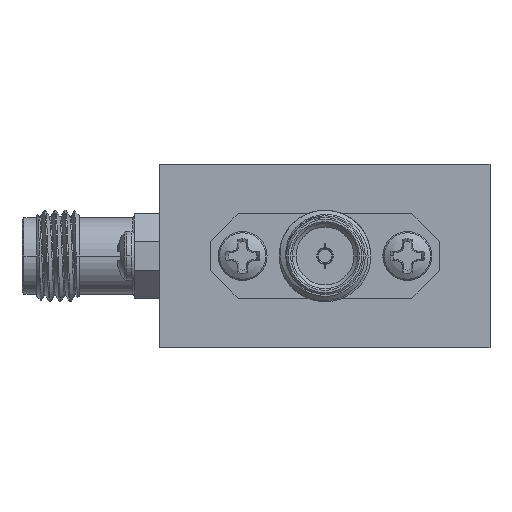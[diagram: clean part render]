
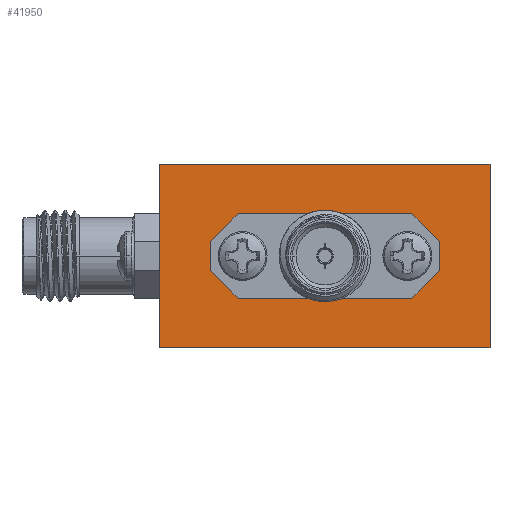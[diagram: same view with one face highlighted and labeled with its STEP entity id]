
A CAD part, left-side view. The second image highlights one B-rep face of the part: STEP entity #41950.
In plain terms, the highlighted planar face has unit normal (-1, 0, 0).
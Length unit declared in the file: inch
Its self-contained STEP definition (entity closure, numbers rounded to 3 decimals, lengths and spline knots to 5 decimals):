
#178 = CARTESIAN_POINT ( 'NONE',  ( -0.45079, -0.17625, 0.17625 ) ) ;
#267 = LINE ( 'NONE', #15946, #10340 ) ;
#355 = EDGE_LOOP ( 'NONE', ( #11517, #11475, #48226, #15451, #24762, #36019, #15717, #41898 ) ) ;
#463 = PLANE ( 'NONE',  #2220 ) ;
#2220 = AXIS2_PLACEMENT_3D ( 'NONE', #24888, #44171, #40574 ) ;
#2305 = CARTESIAN_POINT ( 'NONE',  ( -0.45079, 0.3125, 0.115 ) ) ;
#3059 = DIRECTION ( 'NONE',  ( 0., 0., -1. ) ) ;
#3208 = CARTESIAN_POINT ( 'NONE',  ( -0.45079, 0.17625, 0.17625 ) ) ;
#4321 = EDGE_CURVE ( 'NONE', #20762, #9809, #31661, .T. ) ;
#5040 = ORIENTED_EDGE ( 'NONE', *, *, #20261, .F. ) ;
#7067 = EDGE_CURVE ( 'NONE', #47037, #9809, #42073, .T. ) ;
#7838 = DIRECTION ( 'NONE',  ( 0., -0.707, 0.707 ) ) ;
#8006 = VECTOR ( 'NONE', #40059, 39.37008 ) ;
#8374 = VERTEX_POINT ( 'NONE', #9984 ) ;
#9357 = DIRECTION ( 'NONE',  ( 0., -0.707, -0.707 ) ) ;
#9431 = EDGE_CURVE ( 'NONE', #29364, #20937, #267, .T. ) ;
#9809 = VERTEX_POINT ( 'NONE', #49288 ) ;
#9941 = LINE ( 'NONE', #33101, #36757 ) ;
#9984 = CARTESIAN_POINT ( 'NONE',  ( -0.45079, -0.3125, -0.04 ) ) ;
#10340 = VECTOR ( 'NONE', #31643, 39.37008 ) ;
#11475 = ORIENTED_EDGE ( 'NONE', *, *, #15658, .T. ) ;
#11517 = ORIENTED_EDGE ( 'NONE', *, *, #4321, .F. ) ;
#12339 = VECTOR ( 'NONE', #9357, 39.37008 ) ;
#12677 = VECTOR ( 'NONE', #7838, 39.37008 ) ;
#12853 = CARTESIAN_POINT ( 'NONE',  ( -0.45079, 0.45079, 0.25 ) ) ;
#13039 = LINE ( 'NONE', #32087, #8006 ) ;
#14876 = CARTESIAN_POINT ( 'NONE',  ( -0.45079, -0.45079, 0.25 ) ) ;
#14912 = CARTESIAN_POINT ( 'NONE',  ( -0.45079, -0.3125, 0.04 ) ) ;
#15451 = ORIENTED_EDGE ( 'NONE', *, *, #42951, .T. ) ;
#15658 = EDGE_CURVE ( 'NONE', #20762, #15953, #27172, .T. ) ;
#15717 = ORIENTED_EDGE ( 'NONE', *, *, #29715, .F. ) ;
#15946 = CARTESIAN_POINT ( 'NONE',  ( -0.45079, 0.17625, -0.17625 ) ) ;
#15953 = VERTEX_POINT ( 'NONE', #14912 ) ;
#16065 = VERTEX_POINT ( 'NONE', #40341 ) ;
#16453 = DIRECTION ( 'NONE',  ( 0., 1., 0. ) ) ;
#16881 = CARTESIAN_POINT ( 'NONE',  ( -0.45079, -0.45079, 0.25 ) ) ;
#17942 = CARTESIAN_POINT ( 'NONE',  ( -0.45079, -0.45079, -0.25 ) ) ;
#18863 = VECTOR ( 'NONE', #38138, 39.37008 ) ;
#19898 = ORIENTED_EDGE ( 'NONE', *, *, #22996, .F. ) ;
#20261 = EDGE_CURVE ( 'NONE', #40506, #28175, #22618, .T. ) ;
#20596 = LINE ( 'NONE', #40148, #21864 ) ;
#20741 = DIRECTION ( 'NONE',  ( 0., 0., -1. ) ) ;
#20762 = VERTEX_POINT ( 'NONE', #48451 ) ;
#20937 = VERTEX_POINT ( 'NONE', #33687 ) ;
#21400 = VERTEX_POINT ( 'NONE', #17942 ) ;
#21864 = VECTOR ( 'NONE', #37066, 39.37008 ) ;
#22063 = CARTESIAN_POINT ( 'NONE',  ( -0.45079, 0.45079, 0.25 ) ) ;
#22618 = LINE ( 'NONE', #38057, #37060 ) ;
#22694 = LINE ( 'NONE', #22947, #18863 ) ;
#22947 = CARTESIAN_POINT ( 'NONE',  ( -0.45079, -0.3125, -0.115 ) ) ;
#22996 = EDGE_CURVE ( 'NONE', #28175, #21400, #27693, .T. ) ;
#24762 = ORIENTED_EDGE ( 'NONE', *, *, #34105, .F. ) ;
#24888 = CARTESIAN_POINT ( 'NONE',  ( -0.45079, -0.45079, 0.25 ) ) ;
#26814 = CARTESIAN_POINT ( 'NONE',  ( -0.45079, 0.3125, 0.04 ) ) ;
#27172 = LINE ( 'NONE', #178, #12339 ) ;
#27425 = EDGE_LOOP ( 'NONE', ( #40753, #19898, #5040, #45893 ) ) ;
#27693 = LINE ( 'NONE', #16881, #33742 ) ;
#28046 = VECTOR ( 'NONE', #45492, 39.37008 ) ;
#28175 = VERTEX_POINT ( 'NONE', #14876 ) ;
#28239 = FACE_OUTER_BOUND ( 'NONE', #27425, .T. ) ;
#28479 = FACE_BOUND ( 'NONE', #355, .T. ) ;
#29364 = VERTEX_POINT ( 'NONE', #46087 ) ;
#29715 = EDGE_CURVE ( 'NONE', #47037, #20937, #42177, .T. ) ;
#31643 = DIRECTION ( 'NONE',  ( 0., 0.707, 0.707 ) ) ;
#31661 = LINE ( 'NONE', #32156, #33110 ) ;
#32087 = CARTESIAN_POINT ( 'NONE',  ( -0.45079, -0.17625, -0.17625 ) ) ;
#32156 = CARTESIAN_POINT ( 'NONE',  ( -0.45079, -0.3125, 0.115 ) ) ;
#33101 = CARTESIAN_POINT ( 'NONE',  ( -0.45079, -0.3125, 0.115 ) ) ;
#33110 = VECTOR ( 'NONE', #16453, 39.37008 ) ;
#33687 = CARTESIAN_POINT ( 'NONE',  ( -0.45079, 0.3125, -0.04 ) ) ;
#33742 = VECTOR ( 'NONE', #20741, 39.37008 ) ;
#34105 = EDGE_CURVE ( 'NONE', #29364, #16065, #22694, .T. ) ;
#34996 = CARTESIAN_POINT ( 'NONE',  ( -0.45079, 0.45079, -0.25 ) ) ;
#36019 = ORIENTED_EDGE ( 'NONE', *, *, #9431, .T. ) ;
#36390 = EDGE_CURVE ( 'NONE', #40506, #41514, #38253, .T. ) ;
#36757 = VECTOR ( 'NONE', #41332, 39.37008 ) ;
#37060 = VECTOR ( 'NONE', #42673, 39.37008 ) ;
#37066 = DIRECTION ( 'NONE',  ( 0., -1., 0. ) ) ;
#38057 = CARTESIAN_POINT ( 'NONE',  ( -0.45079, -0.45079, 0.25 ) ) ;
#38138 = DIRECTION ( 'NONE',  ( 0., -1., 0. ) ) ;
#38253 = LINE ( 'NONE', #22063, #28046 ) ;
#40059 = DIRECTION ( 'NONE',  ( 0., 0.707, -0.707 ) ) ;
#40148 = CARTESIAN_POINT ( 'NONE',  ( -0.45079, -0.45079, -0.25 ) ) ;
#40341 = CARTESIAN_POINT ( 'NONE',  ( -0.45079, -0.2375, -0.115 ) ) ;
#40506 = VERTEX_POINT ( 'NONE', #12853 ) ;
#40574 = DIRECTION ( 'NONE',  ( 0., 1., 0. ) ) ;
#40753 = ORIENTED_EDGE ( 'NONE', *, *, #50689, .T. ) ;
#41332 = DIRECTION ( 'NONE',  ( 0., 0., 1. ) ) ;
#41514 = VERTEX_POINT ( 'NONE', #34996 ) ;
#41898 = ORIENTED_EDGE ( 'NONE', *, *, #7067, .T. ) ;
#41950 = ADVANCED_FACE ( 'NONE', ( #28239, #28479 ), #463, .F. ) ;
#42073 = LINE ( 'NONE', #3208, #12677 ) ;
#42177 = LINE ( 'NONE', #2305, #48527 ) ;
#42673 = DIRECTION ( 'NONE',  ( 0., -1., 0. ) ) ;
#42951 = EDGE_CURVE ( 'NONE', #8374, #16065, #13039, .T. ) ;
#44171 = DIRECTION ( 'NONE',  ( 1., 0., 0. ) ) ;
#45157 = EDGE_CURVE ( 'NONE', #8374, #15953, #9941, .T. ) ;
#45492 = DIRECTION ( 'NONE',  ( 0., 0., -1. ) ) ;
#45893 = ORIENTED_EDGE ( 'NONE', *, *, #36390, .T. ) ;
#46087 = CARTESIAN_POINT ( 'NONE',  ( -0.45079, 0.2375, -0.115 ) ) ;
#47037 = VERTEX_POINT ( 'NONE', #26814 ) ;
#48226 = ORIENTED_EDGE ( 'NONE', *, *, #45157, .F. ) ;
#48451 = CARTESIAN_POINT ( 'NONE',  ( -0.45079, -0.2375, 0.115 ) ) ;
#48527 = VECTOR ( 'NONE', #3059, 39.37008 ) ;
#49288 = CARTESIAN_POINT ( 'NONE',  ( -0.45079, 0.2375, 0.115 ) ) ;
#50689 = EDGE_CURVE ( 'NONE', #41514, #21400, #20596, .T. ) ;
